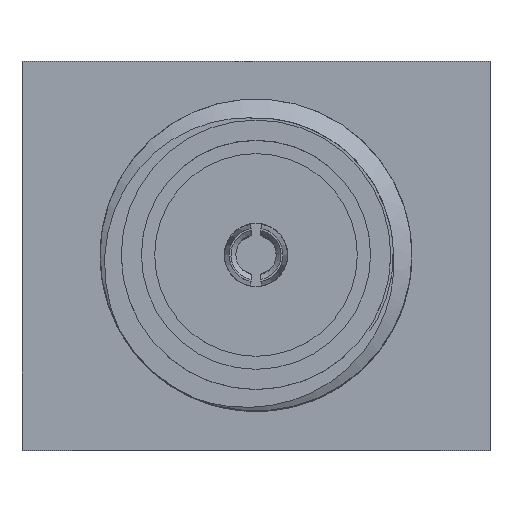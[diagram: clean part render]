
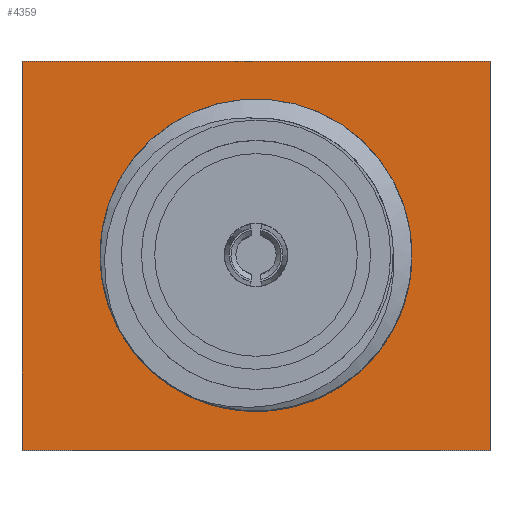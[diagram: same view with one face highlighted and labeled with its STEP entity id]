
A CAD part, top view. The second image highlights one B-rep face of the part: STEP entity #4359.
In plain terms, the highlighted planar face has unit normal (0, 0, 1).
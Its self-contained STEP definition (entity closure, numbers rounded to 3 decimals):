
#527=CARTESIAN_POINT('',(0.,0.,1.78));
#528=DIRECTION('',(0.,0.,-1.));
#529=DIRECTION('',(0.,1.,0.));
#530=AXIS2_PLACEMENT_3D('',#527,#528,#529);
#535=CARTESIAN_POINT('',(0.,0.,1.78));
#536=DIRECTION('',(0.,0.,-1.));
#537=DIRECTION('',(0.,-1.,0.));
#538=AXIS2_PLACEMENT_3D('',#535,#536,#537);
#543=DIRECTION('',(0.,-1.,0.));
#544=VECTOR('',#543,7.92);
#545=CARTESIAN_POINT('',(-4.765,3.96,1.78));
#546=LINE('',#545,#544);
#550=DIRECTION('',(-1.,0.,0.));
#551=VECTOR('',#550,9.53);
#552=CARTESIAN_POINT('',(4.765,3.96,1.78));
#553=LINE('',#552,#551);
#557=DIRECTION('',(0.,1.,0.));
#558=VECTOR('',#557,7.92);
#559=CARTESIAN_POINT('',(4.765,-3.96,1.78));
#560=LINE('',#559,#558);
#564=DIRECTION('',(1.,0.,0.));
#565=VECTOR('',#564,9.53);
#566=CARTESIAN_POINT('',(-4.765,-3.96,1.78));
#567=LINE('',#566,#565);
#3626=CARTESIAN_POINT('',(-4.765,3.96,1.78));
#3627=CARTESIAN_POINT('',(-4.765,-3.96,1.78));
#3628=VERTEX_POINT('',#3626);
#3629=VERTEX_POINT('',#3627);
#3630=CARTESIAN_POINT('',(4.765,-3.96,1.78));
#3631=VERTEX_POINT('',#3630);
#3632=CARTESIAN_POINT('',(4.765,3.96,1.78));
#3633=VERTEX_POINT('',#3632);
#3800=CARTESIAN_POINT('',(0.,2.743,1.78));
#3801=CARTESIAN_POINT('',(0.,-2.743,1.78));
#3802=VERTEX_POINT('',#3800);
#3803=VERTEX_POINT('',#3801);
#4342=CARTESIAN_POINT('',(0.,0.,1.78));
#4343=DIRECTION('',(0.,0.,1.));
#4344=DIRECTION('',(1.,0.,0.));
#4345=AXIS2_PLACEMENT_3D('',#4342,#4343,#4344);
#4346=PLANE('',#4345);
#4347=ORIENTED_EDGE('',*,*,#4264,.F.);
#4348=ORIENTED_EDGE('',*,*,#4336,.F.);
#4349=ORIENTED_EDGE('',*,*,#4127,.F.);
#4350=ORIENTED_EDGE('',*,*,#4201,.F.);
#4351=EDGE_LOOP('',(#4347,#4348,#4349,#4350));
#4352=FACE_OUTER_BOUND('',#4351,.F.);
#4354=ORIENTED_EDGE('',*,*,#4353,.F.);
#4356=ORIENTED_EDGE('',*,*,#4355,.F.);
#4357=EDGE_LOOP('',(#4354,#4356));
#4358=FACE_BOUND('',#4357,.F.);
#531=CIRCLE('',#530,2.743);
#539=CIRCLE('',#538,2.743);
#4127=EDGE_CURVE('',#3631,#3633,#560,.T.);
#4201=EDGE_CURVE('',#3629,#3631,#567,.T.);
#4264=EDGE_CURVE('',#3628,#3629,#546,.T.);
#4336=EDGE_CURVE('',#3633,#3628,#553,.T.);
#4353=EDGE_CURVE('',#3802,#3803,#531,.T.);
#4355=EDGE_CURVE('',#3803,#3802,#539,.T.);
#4359=ADVANCED_FACE('',(#4352,#4358),#4346,.T.);
